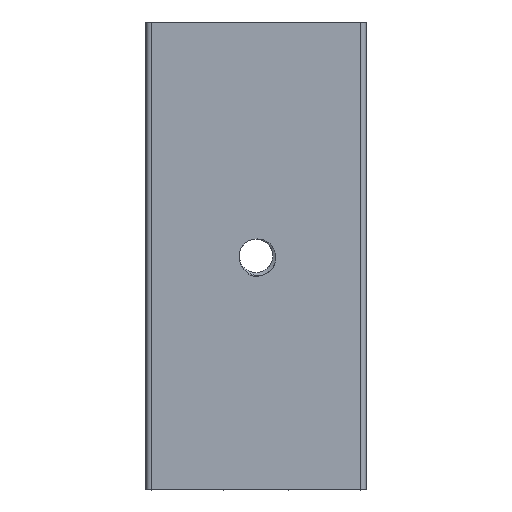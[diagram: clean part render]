
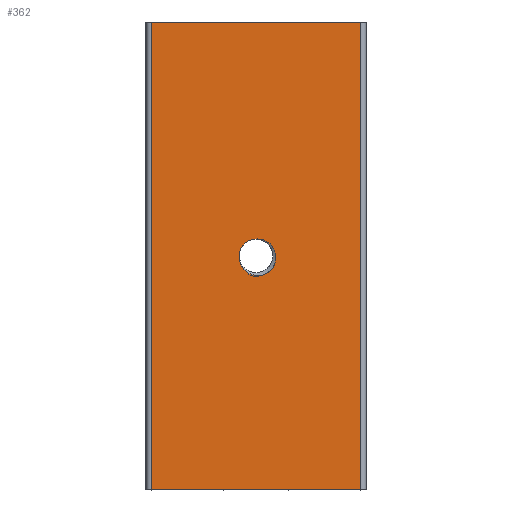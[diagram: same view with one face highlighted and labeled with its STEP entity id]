
A CAD part, top view. The second image highlights one B-rep face of the part: STEP entity #362.
In plain terms, the highlighted planar face has unit normal (0, 0, 1).
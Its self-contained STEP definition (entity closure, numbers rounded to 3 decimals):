
#58 = CARTESIAN_POINT ( 'NONE',  ( 1.209, 16.457, 2.1 ) ) ;
#101 = ORIENTED_EDGE ( 'NONE', *, *, #6606, .F. ) ;
#124 = CARTESIAN_POINT ( 'NONE',  ( -1.25, 17.4, 2.1 ) ) ;
#136 = CARTESIAN_POINT ( 'NONE',  ( 1.402, 16.81, 2.1 ) ) ;
#362 = ADVANCED_FACE ( 'NONE', ( #3684, #4256 ), #6541, .F. ) ;
#399 = ORIENTED_EDGE ( 'NONE', *, *, #7330, .F. ) ;
#461 = CARTESIAN_POINT ( 'NONE',  ( -1.25, 17.4, 2.1 ) ) ;
#527 = ORIENTED_EDGE ( 'NONE', *, *, #1082, .F. ) ;
#604 = DIRECTION ( 'NONE',  ( 1., 0., 0. ) ) ;
#630 = DIRECTION ( 'NONE',  ( 0., 0., -1. ) ) ;
#686 = CARTESIAN_POINT ( 'NONE',  ( 0.229, 18.676, 2.1 ) ) ;
#708 = CIRCLE ( 'NONE', #5632, 1.25 ) ;
#778 = LINE ( 'NONE', #4901, #5624 ) ;
#822 = B_SPLINE_CURVE_WITH_KNOTS ( 'NONE', 3,
 ( #5351, #7194, #3699, #58, #1199, #136 ),
 .UNSPECIFIED., .F., .F.,
 ( 4, 2, 4 ),
 ( 0., 0.001, 0.001 ),
 .UNSPECIFIED. ) ;
#1010 = VERTEX_POINT ( 'NONE', #7041 ) ;
#1082 = EDGE_CURVE ( 'NONE', #1105, #1010, #6090, .T. ) ;
#1102 = VECTOR ( 'NONE', #4584, 1000. ) ;
#1105 = VERTEX_POINT ( 'NONE', #5545 ) ;
#1199 = CARTESIAN_POINT ( 'NONE',  ( 1.324, 16.625, 2.1 ) ) ;
#1280 = CARTESIAN_POINT ( 'NONE',  ( 7.8, 34.8, 2.1 ) ) ;
#1349 = EDGE_LOOP ( 'NONE', ( #101, #399, #527, #2767 ) ) ;
#1394 = VERTEX_POINT ( 'NONE', #5383 ) ;
#1460 = EDGE_LOOP ( 'NONE', ( #3713, #1609, #7298, #1724 ) ) ;
#1609 = ORIENTED_EDGE ( 'NONE', *, *, #2132, .F. ) ;
#1625 = CARTESIAN_POINT ( 'NONE',  ( -0.534, 16.088, 2.1 ) ) ;
#1662 = CARTESIAN_POINT ( 'NONE',  ( -1.098, 16.634, 2.1 ) ) ;
#1708 = CARTESIAN_POINT ( 'NONE',  ( -0.633, 16.144, 2.1 ) ) ;
#1724 = ORIENTED_EDGE ( 'NONE', *, *, #2528, .T. ) ;
#1864 = CARTESIAN_POINT ( 'NONE',  ( 1.458, 17.032, 2.1 ) ) ;
#1954 = VECTOR ( 'NONE', #6694, 1000. ) ;
#2132 = EDGE_CURVE ( 'NONE', #6919, #3926, #2699, .T. ) ;
#2376 = CARTESIAN_POINT ( 'NONE',  ( 1.423, 17.712, 2.1 ) ) ;
#2407 = CARTESIAN_POINT ( 'NONE',  ( 0., 17.4, 2.1 ) ) ;
#2476 = EDGE_CURVE ( 'NONE', #5847, #3926, #778, .T. ) ;
#2528 = EDGE_CURVE ( 'NONE', #1394, #5847, #3029, .T. ) ;
#2699 = LINE ( 'NONE', #5029, #3950 ) ;
#2767 = ORIENTED_EDGE ( 'NONE', *, *, #4064, .F. ) ;
#2875 = CARTESIAN_POINT ( 'NONE',  ( 7.8, 0., 2.1 ) ) ;
#3029 = LINE ( 'NONE', #5366, #1954 ) ;
#3379 = VERTEX_POINT ( 'NONE', #124 ) ;
#3679 = DIRECTION ( 'NONE',  ( 1., 0., 0. ) ) ;
#3684 = FACE_OUTER_BOUND ( 'NONE', #1460, .T. ) ;
#3699 = CARTESIAN_POINT ( 'NONE',  ( 0.927, 16.179, 2.1 ) ) ;
#3704 = CARTESIAN_POINT ( 'NONE',  ( 0.57, 15.99, 2.1 ) ) ;
#3713 = ORIENTED_EDGE ( 'NONE', *, *, #2476, .T. ) ;
#3926 = VERTEX_POINT ( 'NONE', #2875 ) ;
#3950 = VECTOR ( 'NONE', #4559, 1000. ) ;
#4013 = CARTESIAN_POINT ( 'NONE',  ( -0.216, 15.967, 2.1 ) ) ;
#4049 = CARTESIAN_POINT ( 'NONE',  ( 0.117, 15.909, 2.1 ) ) ;
#4064 = EDGE_CURVE ( 'NONE', #6917, #1105, #822, .T. ) ;
#4093 = CARTESIAN_POINT ( 'NONE',  ( 1.476, 17.259, 2.1 ) ) ;
#4256 = FACE_BOUND ( 'NONE', #1349, .T. ) ;
#4309 = AXIS2_PLACEMENT_3D ( 'NONE', #5409, #630, #4799 ) ;
#4544 = CARTESIAN_POINT ( 'NONE',  ( 0., 34.8, 2.1 ) ) ;
#4559 = DIRECTION ( 'NONE',  ( 0., -1., 0. ) ) ;
#4584 = DIRECTION ( 'NONE',  ( 1., 0., 0. ) ) ;
#4633 = CARTESIAN_POINT ( 'NONE',  ( 0.57, 15.99, 2.1 ) ) ;
#4675 = CARTESIAN_POINT ( 'NONE',  ( -1.19, 16.84, 2.1 ) ) ;
#4799 = DIRECTION ( 'NONE',  ( -1., 0., 0. ) ) ;
#4901 = CARTESIAN_POINT ( 'NONE',  ( 0., 0., 2.1 ) ) ;
#5029 = CARTESIAN_POINT ( 'NONE',  ( 7.8, 34.8, 2.1 ) ) ;
#5168 = CARTESIAN_POINT ( 'NONE',  ( -0.816, 16.28, 2.1 ) ) ;
#5284 = CARTESIAN_POINT ( 'NONE',  ( -0.326, 15.999, 2.1 ) ) ;
#5322 = CARTESIAN_POINT ( 'NONE',  ( 0.876, 18.445, 2.1 ) ) ;
#5351 = CARTESIAN_POINT ( 'NONE',  ( 0.57, 15.99, 2.1 ) ) ;
#5355 = CARTESIAN_POINT ( 'NONE',  ( 1.06, 18.295, 2.1 ) ) ;
#5366 = CARTESIAN_POINT ( 'NONE',  ( -7.8, 34.8, 2.1 ) ) ;
#5383 = CARTESIAN_POINT ( 'NONE',  ( -7.8, 34.8, 2.1 ) ) ;
#5409 = CARTESIAN_POINT ( 'NONE',  ( 0., 34.8, 2.1 ) ) ;
#5545 = CARTESIAN_POINT ( 'NONE',  ( 1.402, 16.81, 2.1 ) ) ;
#5624 = VECTOR ( 'NONE', #3679, 1000. ) ;
#5632 = AXIS2_PLACEMENT_3D ( 'NONE', #2407, #5930, #604 ) ;
#5715 = CARTESIAN_POINT ( 'NONE',  ( -1.039, 16.535, 2.1 ) ) ;
#5792 = CARTESIAN_POINT ( 'NONE',  ( -1.258, 17.174, 2.1 ) ) ;
#5847 = VERTEX_POINT ( 'NONE', #6777 ) ;
#5930 = DIRECTION ( 'NONE',  ( 0., 0., 1. ) ) ;
#5975 = CARTESIAN_POINT ( 'NONE',  ( 1.332, 17.93, 2.1 ) ) ;
#6090 = B_SPLINE_CURVE_WITH_KNOTS ( 'NONE', 3,
 ( #7659, #7157, #1864, #4093, #6453, #2376, #5975, #5355, #5322, #7083, #686, #6413 ),
 .UNSPECIFIED., .F., .F.,
 ( 4, 2, 2, 2, 2, 4 ),
 ( 0., 0., 0.001, 0.001, 0.002, 0.003 ),
 .UNSPECIFIED. ) ;
#6406 = LINE ( 'NONE', #4544, #1102 ) ;
#6413 = CARTESIAN_POINT ( 'NONE',  ( 0., 18.65, 2.1 ) ) ;
#6453 = CARTESIAN_POINT ( 'NONE',  ( 1.473, 17.375, 2.1 ) ) ;
#6490 = CARTESIAN_POINT ( 'NONE',  ( -0.897, 16.359, 2.1 ) ) ;
#6541 = PLANE ( 'NONE',  #4309 ) ;
#6606 = EDGE_CURVE ( 'NONE', #3379, #6917, #6901, .T. ) ;
#6694 = DIRECTION ( 'NONE',  ( 0., -1., 0. ) ) ;
#6777 = CARTESIAN_POINT ( 'NONE',  ( -7.8, 0., 2.1 ) ) ;
#6901 = B_SPLINE_CURVE_WITH_KNOTS ( 'NONE', 3,
 ( #461, #7543, #5792, #6967, #4675, #1662, #5715, #6490, #5168, #1708, #1625, #5284, #4013, #4049, #7661, #4633 ),
 .UNSPECIFIED., .F., .F.,
 ( 4, 2, 2, 2, 2, 2, 2, 4 ),
 ( 0., 0., 0.001, 0.001, 0.001, 0.002, 0.002, 0.003 ),
 .UNSPECIFIED. ) ;
#6917 = VERTEX_POINT ( 'NONE', #3704 ) ;
#6919 = VERTEX_POINT ( 'NONE', #1280 ) ;
#6967 = CARTESIAN_POINT ( 'NONE',  ( -1.222, 16.95, 2.1 ) ) ;
#7041 = CARTESIAN_POINT ( 'NONE',  ( 0., 18.65, 2.1 ) ) ;
#7083 = CARTESIAN_POINT ( 'NONE',  ( 0.462, 18.638, 2.1 ) ) ;
#7101 = EDGE_CURVE ( 'NONE', #1394, #6919, #6406, .T. ) ;
#7157 = CARTESIAN_POINT ( 'NONE',  ( 1.436, 16.92, 2.1 ) ) ;
#7194 = CARTESIAN_POINT ( 'NONE',  ( 0.756, 16.066, 2.1 ) ) ;
#7298 = ORIENTED_EDGE ( 'NONE', *, *, #7101, .F. ) ;
#7330 = EDGE_CURVE ( 'NONE', #1010, #3379, #708, .T. ) ;
#7543 = CARTESIAN_POINT ( 'NONE',  ( -1.261, 17.286, 2.1 ) ) ;
#7659 = CARTESIAN_POINT ( 'NONE',  ( 1.402, 16.81, 2.1 ) ) ;
#7661 = CARTESIAN_POINT ( 'NONE',  ( 0.352, 15.924, 2.1 ) ) ;
